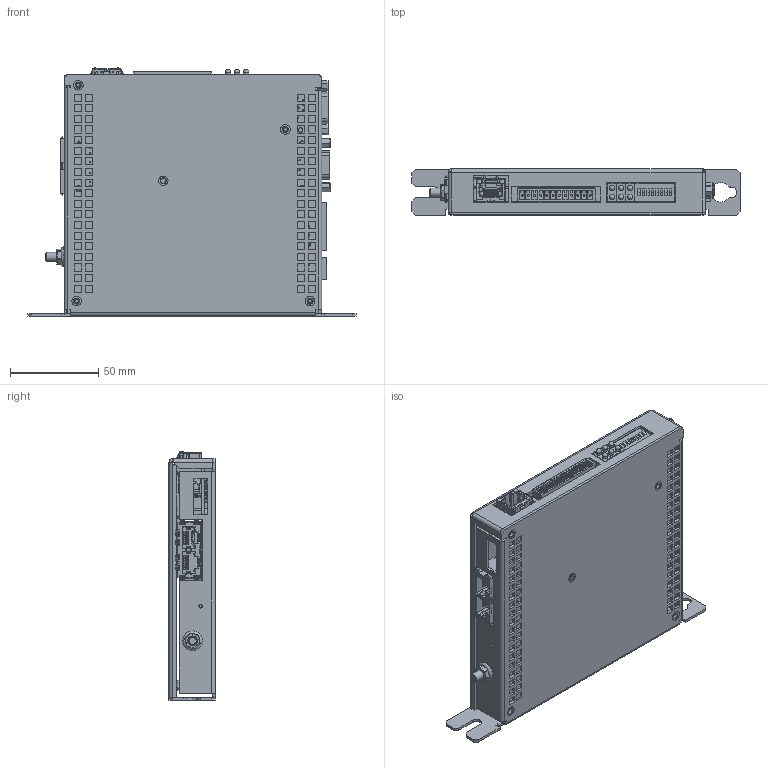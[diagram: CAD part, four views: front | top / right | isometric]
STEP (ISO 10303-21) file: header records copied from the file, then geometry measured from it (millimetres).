
FILE_DESCRIPTION (( 'STEP AP214' ), '1' );
FILE_NAME ('0186-2431_250219_F1150-DS-UC-3S-000.STEP', '2025-02-19T13:16:00', ( '' ), ( '' ), 'SwSTEP 2.0', 'SolidWorks 2024', '' );
FILE_SCHEMA (( 'AUTOMOTIVE_DESIGN' ));
Length unit declared in the file: millimetre
Products named in the file (1): 0186-2431_250219_F1150-DS-UC-3S-000
Bounding box: 185.5 x 26.2 x 140.33 mm (x, y, z)
Surface area: 170487.7 mm2 (no closed solid volume)
Topology: 0 solids, 71 shells, 3431 faces, 8963 edges, 5834 vertices
Faces by surface type: plane 2680, cylinder 596, cone 101, bspline 32, torus 16, sphere 6
Full cylindrical faces by diameter (mm): 0.093 x1, 0.457 x6, 0.508 x2, 0.559 x6, 0.7 x18, 0.8 x28, 0.889 x2, 0.914 x2, 1 x12, 1.016 x3, 1.041 x1, 1.1 x26, 1.2 x1, 1.35 x1, 1.4 x23, 2 x3, 2.5 x8, 2.636 x1, 2.7 x4, 2.8 x4, 3 x24, 3.27 x1, 3.5 x1, 3.9 x4, 4 x5, 5 x3, 5.4 x10, 5.5 x4, 11.2 x1
Entity records: 136189 total; most frequent: CARTESIAN_POINT 19586, ORIENTED_EDGE 17108, DIRECTION 16461, EDGE_CURVE 8556, VECTOR 7065, LINE 7065, VERTEX_POINT 5728, AXIS2_PLACEMENT_3D 4698
